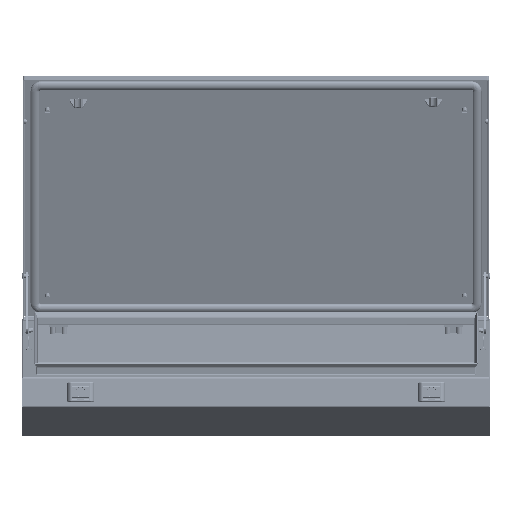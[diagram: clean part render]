
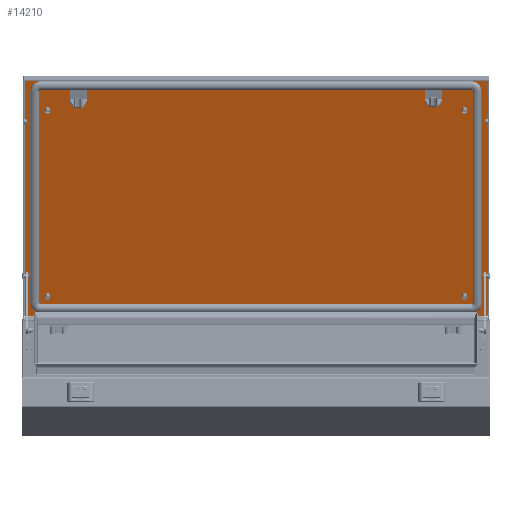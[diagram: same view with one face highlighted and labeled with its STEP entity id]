
A CAD part, front view. The second image highlights one B-rep face of the part: STEP entity #14210.
In plain terms, the highlighted face is planar.
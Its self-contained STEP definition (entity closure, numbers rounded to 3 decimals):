
#14210 = ADVANCED_FACE ( 'NONE', ( #143320 ), #86598, .T. ) ;
#14362 = LINE ( 'NONE', #52057, #14373 ) ;
#14370 = LINE ( 'NONE', #52094, #14389 ) ;
#14373 = VECTOR ( 'NONE', #52041, 1000. ) ;
#14387 = LINE ( 'NONE', #52108, #14395 ) ;
#14389 = VECTOR ( 'NONE', #52075, 1000. ) ;
#14391 = LINE ( 'NONE', #52114, #14401 ) ;
#14395 = VECTOR ( 'NONE', #52111, 1000. ) ;
#14401 = VECTOR ( 'NONE', #52119, 1000. ) ;
#30474 = CARTESIAN_POINT ( 'NONE',  ( 218.5, -395.5, 2. ) ) ;
#30512 = CARTESIAN_POINT ( 'NONE',  ( 218.5, 395.5, 2. ) ) ;
#31140 = CARTESIAN_POINT ( 'NONE',  ( -218.5, 395.5, 2. ) ) ;
#31177 = CARTESIAN_POINT ( 'NONE',  ( -218.5, -395.5, 2. ) ) ;
#52041 = DIRECTION ( 'NONE',  ( -1., 0., 0. ) ) ;
#52057 = CARTESIAN_POINT ( 'NONE',  ( 219.5, -395.5, 2. ) ) ;
#52075 = DIRECTION ( 'NONE',  ( 0., -1., 0. ) ) ;
#52094 = CARTESIAN_POINT ( 'NONE',  ( 218.5, 395.5, 2. ) ) ;
#52108 = CARTESIAN_POINT ( 'NONE',  ( -219.5, 395.5, 2. ) ) ;
#52111 = DIRECTION ( 'NONE',  ( 1., 0., 0. ) ) ;
#52114 = CARTESIAN_POINT ( 'NONE',  ( -218.5, -395.5, 2. ) ) ;
#52119 = DIRECTION ( 'NONE',  ( 0., 1., 0. ) ) ;
#77385 = VERTEX_POINT ( 'NONE', #30474 ) ;
#77473 = VERTEX_POINT ( 'NONE', #30512 ) ;
#82722 = VERTEX_POINT ( 'NONE', #31140 ) ;
#82824 = VERTEX_POINT ( 'NONE', #31177 ) ;
#86587 = DIRECTION ( 'NONE',  ( 1., 0., 0. ) ) ;
#86591 = DIRECTION ( 'NONE',  ( 0., 0., 1. ) ) ;
#86598 = PLANE ( 'NONE',  #136838 ) ;
#86631 = CARTESIAN_POINT ( 'NONE',  ( -219.5, -396.5, 2. ) ) ;
#95090 = EDGE_LOOP ( 'NONE', ( #149394, #149395, #149396, #149397 ) ) ;
#128323 = EDGE_CURVE ( 'NONE', #77385, #82824, #14362, .T. ) ;
#128327 = EDGE_CURVE ( 'NONE', #77473, #77385, #14370, .T. ) ;
#128328 = EDGE_CURVE ( 'NONE', #82722, #77473, #14387, .T. ) ;
#128329 = EDGE_CURVE ( 'NONE', #82824, #82722, #14391, .T. ) ;
#136838 = AXIS2_PLACEMENT_3D ( 'NONE', #86631, #86591, #86587 ) ;
#143320 = FACE_OUTER_BOUND ( 'NONE', #95090, .T. ) ;
#149394 = ORIENTED_EDGE ( 'NONE', *, *, #128323, .F. ) ;
#149395 = ORIENTED_EDGE ( 'NONE', *, *, #128327, .F. ) ;
#149396 = ORIENTED_EDGE ( 'NONE', *, *, #128328, .F. ) ;
#149397 = ORIENTED_EDGE ( 'NONE', *, *, #128329, .F. ) ;
